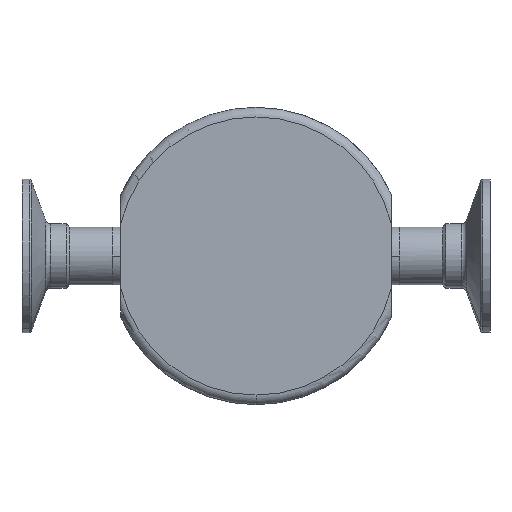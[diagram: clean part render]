
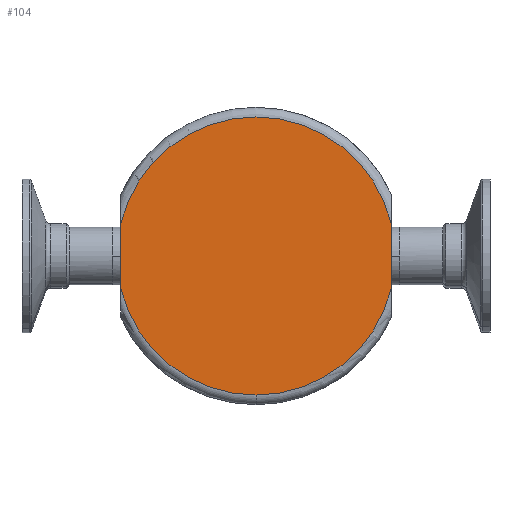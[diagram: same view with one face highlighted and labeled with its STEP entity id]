
A CAD part, front view. The second image highlights one B-rep face of the part: STEP entity #104.
In plain terms, the highlighted planar face has unit normal (0, -1, 0).
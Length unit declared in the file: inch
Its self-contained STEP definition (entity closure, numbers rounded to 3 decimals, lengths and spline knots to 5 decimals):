
#21 = DIRECTION ( 'NONE',  ( 0., -1., 0. ) ) ;
#36 = VECTOR ( 'NONE', #3820, 39.37008 ) ;
#55 = AXIS2_PLACEMENT_3D ( 'NONE', #180, #2694, #3671 ) ;
#104 = ADVANCED_FACE ( 'NONE', ( #1207 ), #3656, .F. ) ;
#180 = CARTESIAN_POINT ( 'NONE',  ( 0., 0., 0. ) ) ;
#207 = AXIS2_PLACEMENT_3D ( 'NONE', #2560, #681, #1946 ) ;
#298 = ORIENTED_EDGE ( 'NONE', *, *, #3346, .T. ) ;
#433 = LINE ( 'NONE', #2865, #36 ) ;
#498 = CARTESIAN_POINT ( 'NONE',  ( 1.75, 0., -1.6 ) ) ;
#681 = DIRECTION ( 'NONE',  ( 0., -1., 0. ) ) ;
#694 = VERTEX_POINT ( 'NONE', #2830 ) ;
#735 = VERTEX_POINT ( 'NONE', #1268 ) ;
#934 = DIRECTION ( 'NONE',  ( 0., 0., -1. ) ) ;
#990 = DIRECTION ( 'NONE',  ( 0., 0., -1. ) ) ;
#997 = ORIENTED_EDGE ( 'NONE', *, *, #3365, .T. ) ;
#1017 = EDGE_LOOP ( 'NONE', ( #997, #298, #3768, #2458, #3485 ) ) ;
#1044 = EDGE_CURVE ( 'NONE', #1515, #735, #3704, .T. ) ;
#1046 = CARTESIAN_POINT ( 'NONE',  ( 0., 0., 0. ) ) ;
#1135 = CIRCLE ( 'NONE', #207, 1.8 ) ;
#1207 = FACE_OUTER_BOUND ( 'NONE', #1017, .T. ) ;
#1208 = VERTEX_POINT ( 'NONE', #1506 ) ;
#1238 = CARTESIAN_POINT ( 'NONE',  ( 0., 0., -1.8 ) ) ;
#1267 = VERTEX_POINT ( 'NONE', #1238 ) ;
#1268 = CARTESIAN_POINT ( 'NONE',  ( 1.75, 0., 0.42131 ) ) ;
#1377 = CIRCLE ( 'NONE', #2544, 1.8 ) ;
#1506 = CARTESIAN_POINT ( 'NONE',  ( -1.75, 0., 0.42131 ) ) ;
#1515 = VERTEX_POINT ( 'NONE', #2349 ) ;
#1921 = CARTESIAN_POINT ( 'NONE',  ( 0., 0., 0. ) ) ;
#1946 = DIRECTION ( 'NONE',  ( 0., 0., -1. ) ) ;
#2349 = CARTESIAN_POINT ( 'NONE',  ( 1.75, 0., -0.42131 ) ) ;
#2412 = VECTOR ( 'NONE', #3644, 39.37008 ) ;
#2458 = ORIENTED_EDGE ( 'NONE', *, *, #3241, .T. ) ;
#2544 = AXIS2_PLACEMENT_3D ( 'NONE', #1921, #21, #934 ) ;
#2560 = CARTESIAN_POINT ( 'NONE',  ( 0., 0., 0. ) ) ;
#2694 = DIRECTION ( 'NONE',  ( 0., 1., 0. ) ) ;
#2830 = CARTESIAN_POINT ( 'NONE',  ( -1.75, 0., -0.42131 ) ) ;
#2865 = CARTESIAN_POINT ( 'NONE',  ( -1.75, 0., -1.6 ) ) ;
#3241 = EDGE_CURVE ( 'NONE', #735, #1208, #1377, .T. ) ;
#3262 = EDGE_CURVE ( 'NONE', #694, #1208, #433, .T. ) ;
#3346 = EDGE_CURVE ( 'NONE', #1267, #1515, #1135, .T. ) ;
#3365 = EDGE_CURVE ( 'NONE', #694, #1267, #4032, .T. ) ;
#3485 = ORIENTED_EDGE ( 'NONE', *, *, #3262, .F. ) ;
#3557 = DIRECTION ( 'NONE',  ( 0., -1., 0. ) ) ;
#3644 = DIRECTION ( 'NONE',  ( 0., 0., 1. ) ) ;
#3656 = PLANE ( 'NONE',  #55 ) ;
#3671 = DIRECTION ( 'NONE',  ( 0., 0., 1. ) ) ;
#3704 = LINE ( 'NONE', #498, #2412 ) ;
#3768 = ORIENTED_EDGE ( 'NONE', *, *, #1044, .T. ) ;
#3820 = DIRECTION ( 'NONE',  ( 0., 0., 1. ) ) ;
#4032 = CIRCLE ( 'NONE', #4091, 1.8 ) ;
#4091 = AXIS2_PLACEMENT_3D ( 'NONE', #1046, #3557, #990 ) ;
